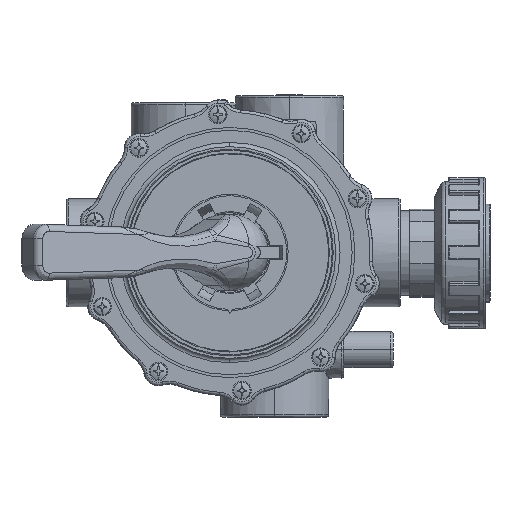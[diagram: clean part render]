
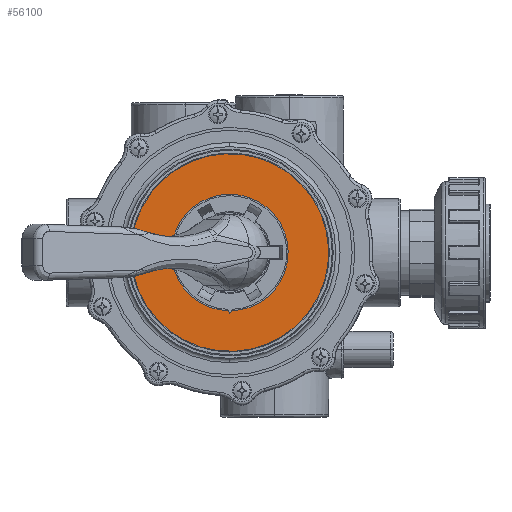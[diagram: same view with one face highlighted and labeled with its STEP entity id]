
A CAD part, top view. The second image highlights one B-rep face of the part: STEP entity #56100.
In plain terms, the highlighted face is planar.
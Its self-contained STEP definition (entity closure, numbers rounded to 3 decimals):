
#55975=CARTESIAN_POINT('',(0.,0.25,0.));
#55976=DIRECTION('',(0.,1.,0.));
#55977=DIRECTION('',(1.,0.,0.));
#55978=AXIS2_PLACEMENT_3D('',#55975,#55976,#55977);
#55980=CARTESIAN_POINT('',(0.,0.25,0.));
#55981=DIRECTION('',(0.,1.,0.));
#55982=DIRECTION('',(-1.,0.,0.));
#55983=AXIS2_PLACEMENT_3D('',#55980,#55981,#55982);
#55985=DIRECTION('',(-0.545,0.,0.839));
#55986=VECTOR('',#55985,2.328);
#55987=CARTESIAN_POINT('',(2.25,0.25,-42.941));
#55988=LINE('',#55987,#55986);
#55989=DIRECTION('',(-0.454,0.,-0.891));
#55990=VECTOR('',#55989,2.328);
#55991=CARTESIAN_POINT('',(3.308,0.25,-40.866));
#55992=LINE('',#55991,#55990);
#56006=CARTESIAN_POINT('',(0.,0.25,0.));
#56007=DIRECTION('',(0.,-1.,0.));
#56008=DIRECTION('',(0.081,0.,-0.997));
#56009=AXIS2_PLACEMENT_3D('',#56006,#56007,#56008);
#56019=CARTESIAN_POINT('',(69.5,0.25,0.));
#56020=CARTESIAN_POINT('',(-69.5,0.25,0.));
#56021=VERTEX_POINT('',#56019);
#56022=VERTEX_POINT('',#56020);
#56029=CARTESIAN_POINT('',(2.25,0.25,-42.941));
#56030=CARTESIAN_POINT('',(0.982,0.25,-40.988));
#56031=VERTEX_POINT('',#56029);
#56032=VERTEX_POINT('',#56030);
#56033=CARTESIAN_POINT('',(3.308,0.25,-40.866));
#56034=VERTEX_POINT('',#56033);
#56083=CARTESIAN_POINT('',(0.,0.25,0.));
#56084=DIRECTION('',(0.,1.,0.));
#56085=DIRECTION('',(1.,0.,0.));
#56086=AXIS2_PLACEMENT_3D('',#56083,#56084,#56085);
#56087=PLANE('',#56086);
#56088=ORIENTED_EDGE('',*,*,#56063,.F.);
#56089=ORIENTED_EDGE('',*,*,#56077,.F.);
#56090=EDGE_LOOP('',(#56088,#56089));
#56091=FACE_OUTER_BOUND('',#56090,.F.);
#56093=ORIENTED_EDGE('',*,*,#56092,.T.);
#56095=ORIENTED_EDGE('',*,*,#56094,.F.);
#56097=ORIENTED_EDGE('',*,*,#56096,.T.);
#56098=EDGE_LOOP('',(#56093,#56095,#56097));
#56099=FACE_BOUND('',#56098,.F.);
#56100=ADVANCED_FACE('',(#56091,#56099),#56087,.T.);
#55979=CIRCLE('',#55978,69.5);
#55984=CIRCLE('',#55983,69.5);
#56010=CIRCLE('',#56009,41.);
#56063=EDGE_CURVE('',#56021,#56022,#55979,.T.);
#56077=EDGE_CURVE('',#56022,#56021,#55984,.T.);
#56092=EDGE_CURVE('',#56031,#56032,#55988,.T.);
#56094=EDGE_CURVE('',#56034,#56032,#56010,.T.);
#56096=EDGE_CURVE('',#56034,#56031,#55992,.T.);
